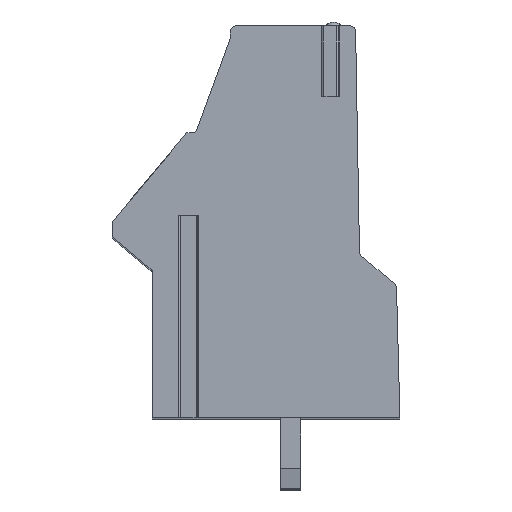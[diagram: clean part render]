
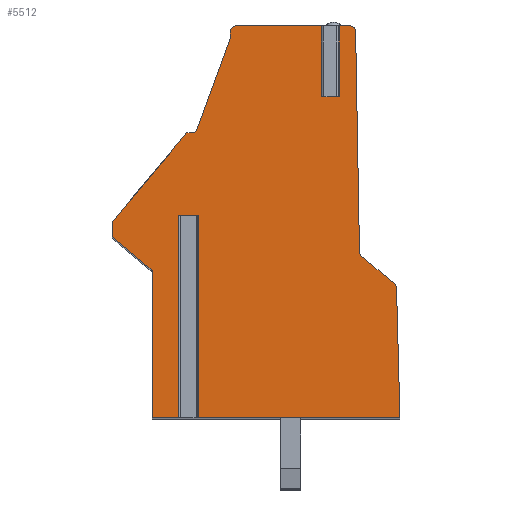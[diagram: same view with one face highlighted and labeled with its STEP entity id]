
A CAD part, top view. The second image highlights one B-rep face of the part: STEP entity #5512.
In plain terms, the highlighted planar face has unit normal (0, 0, 1).
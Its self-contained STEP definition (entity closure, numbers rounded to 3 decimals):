
#13=DIRECTION('',(-1.,0.,0.));
#14=VECTOR('',#13,0.55);
#15=CARTESIAN_POINT('',(3.708,6.127,43.18));
#16=LINE('',#15,#14);
#17=DIRECTION('',(0.,-1.,0.));
#18=VECTOR('',#17,3.5);
#19=CARTESIAN_POINT('',(3.708,9.627,43.18));
#20=LINE('',#19,#18);
#21=DIRECTION('',(-1.,0.,0.));
#22=VECTOR('',#21,0.682);
#23=CARTESIAN_POINT('',(4.39,9.627,43.18));
#24=LINE('',#23,#22);
#25=CARTESIAN_POINT('',(4.39,9.327,43.18));
#26=DIRECTION('',(0.,0.,1.));
#27=DIRECTION('',(1.,0.017,0.));
#28=AXIS2_PLACEMENT_3D('',#25,#26,#27);
#30=DIRECTION('',(-0.017,1.,0.));
#31=VECTOR('',#30,10.885);
#32=CARTESIAN_POINT('',(4.88,-1.552,43.18));
#33=LINE('',#32,#31);
#34=CARTESIAN_POINT('',(5.18,-1.546,43.18));
#35=DIRECTION('',(0.,0.,-1.));
#36=DIRECTION('',(-0.643,-0.766,0.));
#37=AXIS2_PLACEMENT_3D('',#34,#35,#36);
#39=DIRECTION('',(-0.766,0.643,0.));
#40=VECTOR('',#39,2.116);
#41=CARTESIAN_POINT('',(6.608,-3.137,43.18));
#42=LINE('',#41,#40);
#43=CARTESIAN_POINT('',(6.415,-3.366,43.18));
#44=DIRECTION('',(0.,0.,1.));
#45=DIRECTION('',(1.,0.029,0.));
#46=AXIS2_PLACEMENT_3D('',#43,#44,#45);
#48=DIRECTION('',(-0.026,1.,0.));
#49=VECTOR('',#48,6.418);
#50=CARTESIAN_POINT('',(6.883,-9.773,43.18));
#51=LINE('',#50,#49);
#52=DIRECTION('',(1.,0.,0.));
#53=VECTOR('',#52,9.952);
#54=CARTESIAN_POINT('',(-3.069,-9.773,43.18));
#55=LINE('',#54,#53);
#56=DIRECTION('',(0.,-1.,0.));
#57=VECTOR('',#56,10.);
#58=CARTESIAN_POINT('',(-3.069,0.227,43.18));
#59=LINE('',#58,#57);
#60=DIRECTION('',(-1.,0.,0.));
#61=VECTOR('',#60,0.996);
#62=CARTESIAN_POINT('',(-3.069,0.227,43.18));
#63=LINE('',#62,#61);
#64=DIRECTION('',(0.,-1.,0.));
#65=VECTOR('',#64,10.);
#66=CARTESIAN_POINT('',(-4.065,0.227,43.18));
#67=LINE('',#66,#65);
#68=DIRECTION('',(1.,0.,0.));
#69=VECTOR('',#68,1.302);
#70=CARTESIAN_POINT('',(-5.367,-9.773,43.18));
#71=LINE('',#70,#69);
#72=DIRECTION('',(0.,-1.,0.));
#73=VECTOR('',#72,7.198);
#74=CARTESIAN_POINT('',(-5.367,-2.576,43.18));
#75=LINE('',#74,#73);
#76=CARTESIAN_POINT('',(-5.567,-2.576,43.18));
#77=DIRECTION('',(0.,0.,-1.));
#78=DIRECTION('',(0.643,0.766,0.));
#79=AXIS2_PLACEMENT_3D('',#76,#77,#78);
#81=DIRECTION('',(0.766,-0.643,0.));
#82=VECTOR('',#81,2.424);
#83=CARTESIAN_POINT('',(-7.295,-0.864,43.18));
#84=LINE('',#83,#82);
#85=CARTESIAN_POINT('',(-7.167,-0.711,43.18));
#86=DIRECTION('',(0.,0.,1.));
#87=DIRECTION('',(-1.,0.,0.));
#88=AXIS2_PLACEMENT_3D('',#85,#86,#87);
#90=DIRECTION('',(0.,-1.,0.));
#91=VECTOR('',#90,0.52);
#92=CARTESIAN_POINT('',(-7.367,-0.191,43.18));
#93=LINE('',#92,#91);
#94=CARTESIAN_POINT('',(-7.067,-0.191,43.18));
#95=DIRECTION('',(0.,0.,1.));
#96=DIRECTION('',(-0.766,0.643,0.));
#97=AXIS2_PLACEMENT_3D('',#94,#95,#96);
#99=DIRECTION('',(-0.643,-0.766,0.));
#100=VECTOR('',#99,5.645);
#101=CARTESIAN_POINT('',(-3.668,4.327,43.18));
#102=LINE('',#101,#100);
#103=DIRECTION('',(-1.,0.,0.));
#104=VECTOR('',#103,0.236);
#105=CARTESIAN_POINT('',(-3.432,4.327,43.18));
#106=LINE('',#105,#104);
#107=CARTESIAN_POINT('',(-3.432,4.627,43.18));
#108=DIRECTION('',(0.,0.,-1.));
#109=DIRECTION('',(0.94,-0.342,0.));
#110=AXIS2_PLACEMENT_3D('',#107,#108,#109);
#112=DIRECTION('',(-0.342,-0.94,0.));
#113=VECTOR('',#112,4.782);
#114=CARTESIAN_POINT('',(-1.515,9.018,43.18));
#115=LINE('',#114,#113);
#116=DIRECTION('',(0.,-1.,0.));
#117=VECTOR('',#116,0.309);
#118=CARTESIAN_POINT('',(-1.515,9.327,43.18));
#119=LINE('',#118,#117);
#120=CARTESIAN_POINT('',(-1.215,9.327,43.18));
#121=DIRECTION('',(0.,0.,1.));
#122=DIRECTION('',(0.,1.,0.));
#123=AXIS2_PLACEMENT_3D('',#120,#121,#122);
#125=DIRECTION('',(-1.,0.,0.));
#126=VECTOR('',#125,4.373);
#127=CARTESIAN_POINT('',(3.158,9.627,43.18));
#128=LINE('',#127,#126);
#129=DIRECTION('',(0.,-1.,0.));
#130=VECTOR('',#129,3.5);
#131=CARTESIAN_POINT('',(3.158,9.627,43.18));
#132=LINE('',#131,#130);
#4279=CARTESIAN_POINT('',(6.883,-9.773,43.18));
#4280=CARTESIAN_POINT('',(6.715,-3.358,43.18));
#4281=VERTEX_POINT('',#4279);
#4282=VERTEX_POINT('',#4280);
#4283=CARTESIAN_POINT('',(6.608,-3.137,43.18));
#4284=VERTEX_POINT('',#4283);
#4285=CARTESIAN_POINT('',(4.987,-1.776,43.18));
#4286=VERTEX_POINT('',#4285);
#4287=CARTESIAN_POINT('',(4.88,-1.552,43.18));
#4288=VERTEX_POINT('',#4287);
#4289=CARTESIAN_POINT('',(4.69,9.332,43.18));
#4290=VERTEX_POINT('',#4289);
#4291=CARTESIAN_POINT('',(4.39,9.627,43.18));
#4292=VERTEX_POINT('',#4291);
#4293=CARTESIAN_POINT('',(-1.215,9.627,43.18));
#4294=CARTESIAN_POINT('',(-1.515,9.327,43.18));
#4295=VERTEX_POINT('',#4293);
#4296=VERTEX_POINT('',#4294);
#4297=CARTESIAN_POINT('',(-1.515,9.018,43.18));
#4298=VERTEX_POINT('',#4297);
#4299=CARTESIAN_POINT('',(-3.15,4.524,43.18));
#4300=VERTEX_POINT('',#4299);
#4301=CARTESIAN_POINT('',(-3.432,4.327,43.18));
#4302=VERTEX_POINT('',#4301);
#4303=CARTESIAN_POINT('',(-3.668,4.327,43.18));
#4304=VERTEX_POINT('',#4303);
#4305=CARTESIAN_POINT('',(-7.297,0.002,43.18));
#4306=VERTEX_POINT('',#4305);
#4307=CARTESIAN_POINT('',(-7.367,-0.191,43.18));
#4308=VERTEX_POINT('',#4307);
#4309=CARTESIAN_POINT('',(-7.367,-0.711,43.18));
#4310=VERTEX_POINT('',#4309);
#4311=CARTESIAN_POINT('',(-7.295,-0.864,43.18));
#4312=VERTEX_POINT('',#4311);
#4313=CARTESIAN_POINT('',(-5.438,-2.422,43.18));
#4314=VERTEX_POINT('',#4313);
#4315=CARTESIAN_POINT('',(-5.367,-2.576,43.18));
#4316=VERTEX_POINT('',#4315);
#4317=CARTESIAN_POINT('',(-5.367,-9.773,43.18));
#4318=VERTEX_POINT('',#4317);
#4419=CARTESIAN_POINT('',(-3.069,0.227,43.18));
#4420=CARTESIAN_POINT('',(-4.065,0.227,43.18));
#4421=VERTEX_POINT('',#4419);
#4422=VERTEX_POINT('',#4420);
#4423=CARTESIAN_POINT('',(-3.069,-9.773,43.18));
#4424=VERTEX_POINT('',#4423);
#4425=CARTESIAN_POINT('',(-4.065,-9.773,43.18));
#4426=VERTEX_POINT('',#4425);
#4463=CARTESIAN_POINT('',(3.708,6.127,43.18));
#4464=CARTESIAN_POINT('',(3.158,6.127,43.18));
#4465=VERTEX_POINT('',#4463);
#4466=VERTEX_POINT('',#4464);
#4467=CARTESIAN_POINT('',(3.158,9.627,43.18));
#4468=VERTEX_POINT('',#4467);
#4469=CARTESIAN_POINT('',(3.708,9.627,43.18));
#4470=VERTEX_POINT('',#4469);
#5449=CARTESIAN_POINT('',(0.,0.,43.18));
#5450=DIRECTION('',(0.,0.,1.));
#5451=DIRECTION('',(1.,0.,0.));
#5452=AXIS2_PLACEMENT_3D('',#5449,#5450,#5451);
#5453=PLANE('',#5452);
#5455=ORIENTED_EDGE('',*,*,#5454,.F.);
#5457=ORIENTED_EDGE('',*,*,#5456,.F.);
#5459=ORIENTED_EDGE('',*,*,#5458,.F.);
#5461=ORIENTED_EDGE('',*,*,#5460,.F.);
#5463=ORIENTED_EDGE('',*,*,#5462,.F.);
#5465=ORIENTED_EDGE('',*,*,#5464,.F.);
#5467=ORIENTED_EDGE('',*,*,#5466,.F.);
#5469=ORIENTED_EDGE('',*,*,#5468,.F.);
#5471=ORIENTED_EDGE('',*,*,#5470,.F.);
#5473=ORIENTED_EDGE('',*,*,#5472,.F.);
#5475=ORIENTED_EDGE('',*,*,#5474,.F.);
#5477=ORIENTED_EDGE('',*,*,#5476,.T.);
#5479=ORIENTED_EDGE('',*,*,#5478,.T.);
#5481=ORIENTED_EDGE('',*,*,#5480,.F.);
#5483=ORIENTED_EDGE('',*,*,#5482,.F.);
#5485=ORIENTED_EDGE('',*,*,#5484,.F.);
#5487=ORIENTED_EDGE('',*,*,#5486,.F.);
#5489=ORIENTED_EDGE('',*,*,#5488,.F.);
#5491=ORIENTED_EDGE('',*,*,#5490,.F.);
#5493=ORIENTED_EDGE('',*,*,#5492,.F.);
#5495=ORIENTED_EDGE('',*,*,#5494,.F.);
#5497=ORIENTED_EDGE('',*,*,#5496,.F.);
#5499=ORIENTED_EDGE('',*,*,#5498,.F.);
#5501=ORIENTED_EDGE('',*,*,#5500,.F.);
#5503=ORIENTED_EDGE('',*,*,#5502,.F.);
#5505=ORIENTED_EDGE('',*,*,#5504,.F.);
#5507=ORIENTED_EDGE('',*,*,#5506,.F.);
#5509=ORIENTED_EDGE('',*,*,#5508,.T.);
#5510=EDGE_LOOP('',(#5455,#5457,#5459,#5461,#5463,#5465,#5467,#5469,#5471,#5473,
#5475,#5477,#5479,#5481,#5483,#5485,#5487,#5489,#5491,#5493,#5495,#5497,#5499,
#5501,#5503,#5505,#5507,#5509));
#5511=FACE_OUTER_BOUND('',#5510,.F.);
#29=CIRCLE('',#28,0.3);
#38=CIRCLE('',#37,0.3);
#47=CIRCLE('',#46,0.3);
#80=CIRCLE('',#79,0.2);
#89=CIRCLE('',#88,0.2);
#98=CIRCLE('',#97,0.3);
#111=CIRCLE('',#110,0.3);
#124=CIRCLE('',#123,0.3);
#5454=EDGE_CURVE('',#4465,#4466,#16,.T.);
#5456=EDGE_CURVE('',#4470,#4465,#20,.T.);
#5458=EDGE_CURVE('',#4292,#4470,#24,.T.);
#5460=EDGE_CURVE('',#4290,#4292,#29,.T.);
#5462=EDGE_CURVE('',#4288,#4290,#33,.T.);
#5464=EDGE_CURVE('',#4286,#4288,#38,.T.);
#5466=EDGE_CURVE('',#4284,#4286,#42,.T.);
#5468=EDGE_CURVE('',#4282,#4284,#47,.T.);
#5470=EDGE_CURVE('',#4281,#4282,#51,.T.);
#5472=EDGE_CURVE('',#4424,#4281,#55,.T.);
#5474=EDGE_CURVE('',#4421,#4424,#59,.T.);
#5476=EDGE_CURVE('',#4421,#4422,#63,.T.);
#5478=EDGE_CURVE('',#4422,#4426,#67,.T.);
#5480=EDGE_CURVE('',#4318,#4426,#71,.T.);
#5482=EDGE_CURVE('',#4316,#4318,#75,.T.);
#5484=EDGE_CURVE('',#4314,#4316,#80,.T.);
#5486=EDGE_CURVE('',#4312,#4314,#84,.T.);
#5488=EDGE_CURVE('',#4310,#4312,#89,.T.);
#5490=EDGE_CURVE('',#4308,#4310,#93,.T.);
#5492=EDGE_CURVE('',#4306,#4308,#98,.T.);
#5494=EDGE_CURVE('',#4304,#4306,#102,.T.);
#5496=EDGE_CURVE('',#4302,#4304,#106,.T.);
#5498=EDGE_CURVE('',#4300,#4302,#111,.T.);
#5500=EDGE_CURVE('',#4298,#4300,#115,.T.);
#5502=EDGE_CURVE('',#4296,#4298,#119,.T.);
#5504=EDGE_CURVE('',#4295,#4296,#124,.T.);
#5506=EDGE_CURVE('',#4468,#4295,#128,.T.);
#5508=EDGE_CURVE('',#4468,#4466,#132,.T.);
#5512=ADVANCED_FACE('',(#5511),#5453,.T.);
